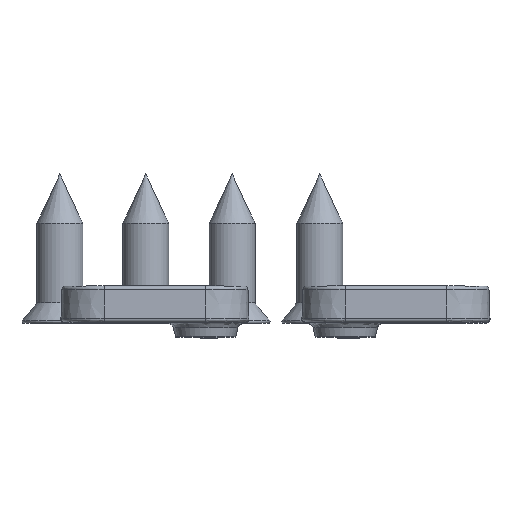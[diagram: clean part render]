
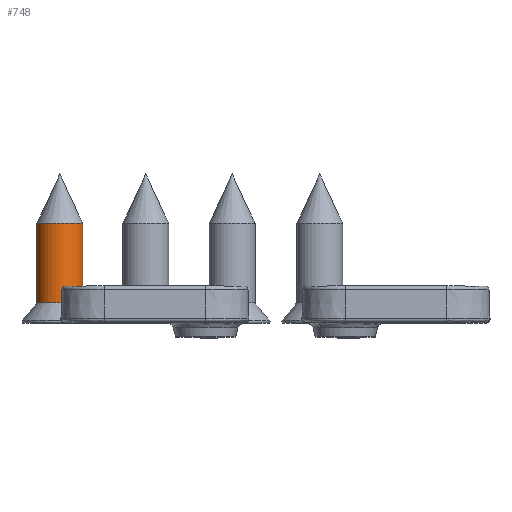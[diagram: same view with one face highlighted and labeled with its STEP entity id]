
A CAD part, top view. The second image highlights one B-rep face of the part: STEP entity #748.
In plain terms, the highlighted cylindrical face has radius 3.175 mm (diameter 6.35 mm), a full revolution.
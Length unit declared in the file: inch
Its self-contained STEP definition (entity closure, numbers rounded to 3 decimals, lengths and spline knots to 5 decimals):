
#748 = ADVANCED_FACE ( 'NONE', ( #27710, #4084 ), #21383, .T. ) ;
#770 = EDGE_LOOP ( 'NONE', ( #27591 ) ) ;
#1443 = AXIS2_PLACEMENT_3D ( 'NONE', #18239, #20265, #11302 ) ;
#1990 = DIRECTION ( 'NONE',  ( 0., 0., 1. ) ) ;
#2131 = CARTESIAN_POINT ( 'NONE',  ( -0.51678, -0.08485, -3.55413 ) ) ;
#2472 = VERTEX_POINT ( 'NONE', #15563 ) ;
#4084 = FACE_OUTER_BOUND ( 'NONE', #770, .T. ) ;
#4203 = AXIS2_PLACEMENT_3D ( 'NONE', #2131, #24303, #1990 ) ;
#4715 = AXIS2_PLACEMENT_3D ( 'NONE', #7973, #27853, #5960 ) ;
#5960 = DIRECTION ( 'NONE',  ( 0., 0., 1. ) ) ;
#7973 = CARTESIAN_POINT ( 'NONE',  ( -0.51678, -0.19685, -3.55413 ) ) ;
#11302 = DIRECTION ( 'NONE',  ( 0., 0., 1. ) ) ;
#13119 = VERTEX_POINT ( 'NONE', #19915 ) ;
#15563 = CARTESIAN_POINT ( 'NONE',  ( -0.51678, 0.34809, -3.42913 ) ) ;
#15874 = EDGE_CURVE ( 'NONE', #13119, #13119, #17092, .T. ) ;
#15940 = EDGE_CURVE ( 'NONE', #2472, #2472, #24438, .T. ) ;
#17092 = CIRCLE ( 'NONE', #4203, 0.125 ) ;
#18239 = CARTESIAN_POINT ( 'NONE',  ( -0.51678, 0.34809, -3.55413 ) ) ;
#19915 = CARTESIAN_POINT ( 'NONE',  ( -0.51678, -0.08485, -3.42913 ) ) ;
#20265 = DIRECTION ( 'NONE',  ( 0., -1., 0. ) ) ;
#20432 = ORIENTED_EDGE ( 'NONE', *, *, #15874, .F. ) ;
#21383 = CYLINDRICAL_SURFACE ( 'NONE', #4715, 0.125 ) ;
#23251 = EDGE_LOOP ( 'NONE', ( #20432 ) ) ;
#24303 = DIRECTION ( 'NONE',  ( 0., -1., 0. ) ) ;
#24438 = CIRCLE ( 'NONE', #1443, 0.125 ) ;
#27591 = ORIENTED_EDGE ( 'NONE', *, *, #15940, .T. ) ;
#27710 = FACE_OUTER_BOUND ( 'NONE', #23251, .T. ) ;
#27853 = DIRECTION ( 'NONE',  ( 0., -1., 0. ) ) ;
